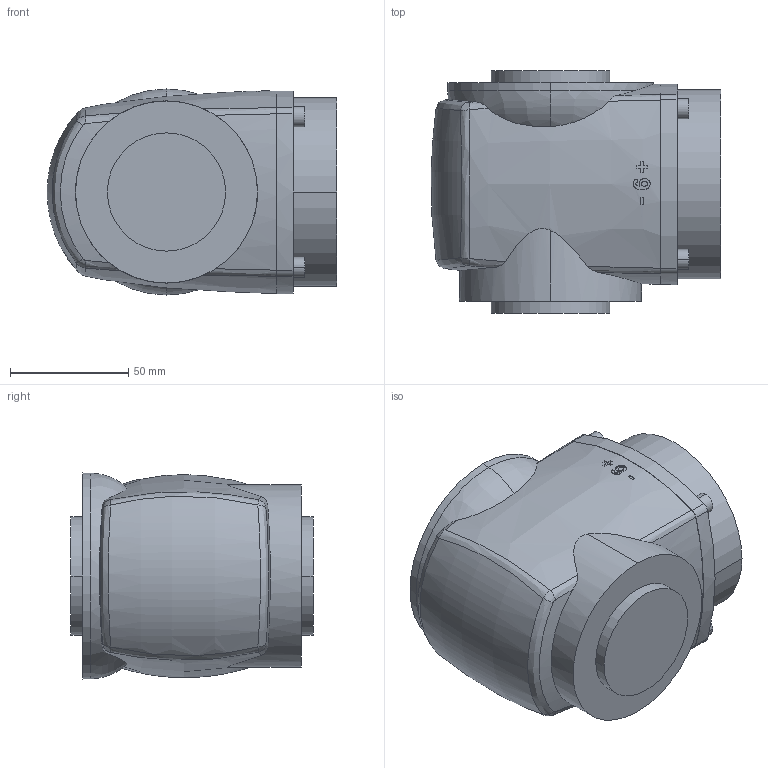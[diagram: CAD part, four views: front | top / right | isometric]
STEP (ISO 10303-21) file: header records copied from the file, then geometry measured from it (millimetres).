
FILE_DESCRIPTION (( 'STEP AP203' ), '1' );
FILE_NAME ('KR_6_R900-2_V01.sldasm-Part-2_Valor predeterminado_sldprt.STEP', '2019-06-20T10:47:05', ( '' ), ( '' ), 'SwSTEP 2.0', 'SolidWorks 2018', '' );
FILE_SCHEMA (( 'CONFIG_CONTROL_DESIGN' ));
Length unit declared in the file: millimetre
Products named in the file (1): KR_6_R900-2_V01.sldasm-Part-2_Valor predeterminado_sldprt
Bounding box: 122.44 x 102.5 x 87.12 mm (x, y, z)
Volume: 763569 mm3; surface area: 51554.1 mm2
Topology: 1 solids, 2 shells, 152 faces, 380 edges, 243 vertices
Faces by surface type: plane 47, cylinder 45, bspline 37, cone 14, torus 9
Entity records: 6834 total; most frequent: CARTESIAN_POINT 3472, ORIENTED_EDGE 756, DIRECTION 576, EDGE_CURVE 378, VERTEX_POINT 243, AXIS2_PLACEMENT_3D 234, EDGE_LOOP 167, ADVANCED_FACE 152
